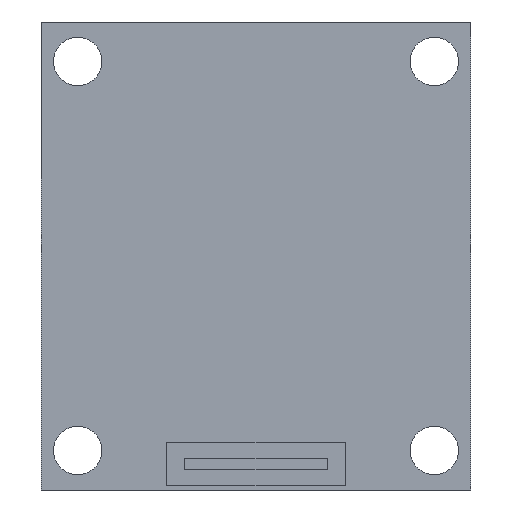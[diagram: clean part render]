
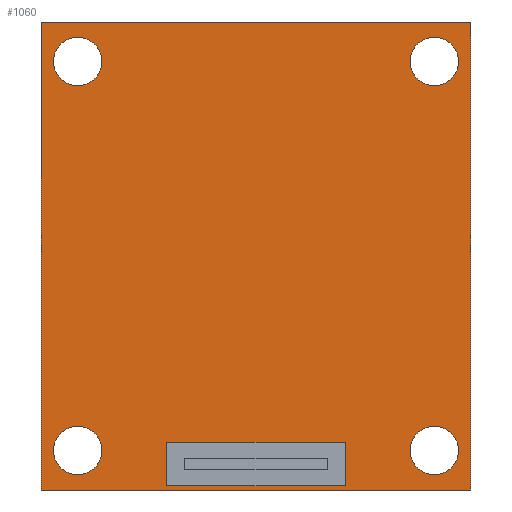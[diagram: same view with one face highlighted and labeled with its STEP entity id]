
A CAD part, front view. The second image highlights one B-rep face of the part: STEP entity #1060.
In plain terms, the highlighted planar face has unit normal (0, -1, 0).
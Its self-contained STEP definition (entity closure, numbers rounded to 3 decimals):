
#20 = ORIENTED_EDGE ( 'NONE', *, *, #1450, .F. ) ;
#35 = ORIENTED_EDGE ( 'NONE', *, *, #1104, .T. ) ;
#43 = VERTEX_POINT ( 'NONE', #1046 ) ;
#55 = CARTESIAN_POINT ( 'NONE',  ( -12.375, 0., -13.5 ) ) ;
#86 = DIRECTION ( 'NONE',  ( 0., 0., 1. ) ) ;
#105 = ORIENTED_EDGE ( 'NONE', *, *, #1218, .F. ) ;
#107 = DIRECTION ( 'NONE',  ( 0., 0., 1. ) ) ;
#111 = CIRCLE ( 'NONE', #758, 1.4 ) ;
#137 = LINE ( 'NONE', #849, #1444 ) ;
#145 = VERTEX_POINT ( 'NONE', #1245 ) ;
#163 = VERTEX_POINT ( 'NONE', #982 ) ;
#176 = CIRCLE ( 'NONE', #762, 1.4 ) ;
#182 = LINE ( 'NONE', #477, #1535 ) ;
#189 = DIRECTION ( 'NONE',  ( -1., 0., 0. ) ) ;
#193 = PLANE ( 'NONE',  #700 ) ;
#194 = DIRECTION ( 'NONE',  ( 0., 0., -1. ) ) ;
#196 = EDGE_CURVE ( 'NONE', #728, #1137, #1328, .T. ) ;
#197 = ORIENTED_EDGE ( 'NONE', *, *, #907, .T. ) ;
#210 = EDGE_CURVE ( 'NONE', #224, #617, #621, .T. ) ;
#223 = VECTOR ( 'NONE', #194, 1000. ) ;
#224 = VERTEX_POINT ( 'NONE', #343 ) ;
#244 = DIRECTION ( 'NONE',  ( 0., 0., 1. ) ) ;
#248 = VERTEX_POINT ( 'NONE', #466 ) ;
#258 = FACE_BOUND ( 'NONE', #1506, .T. ) ;
#275 = ORIENTED_EDGE ( 'NONE', *, *, #744, .F. ) ;
#295 = FACE_BOUND ( 'NONE', #774, .T. ) ;
#296 = VERTEX_POINT ( 'NONE', #852 ) ;
#313 = CARTESIAN_POINT ( 'NONE',  ( 10.288, 0., 11.223 ) ) ;
#339 = CARTESIAN_POINT ( 'NONE',  ( -10.288, 0., -11.223 ) ) ;
#343 = CARTESIAN_POINT ( 'NONE',  ( -10.288, 0., -9.823 ) ) ;
#344 = CARTESIAN_POINT ( 'NONE',  ( -5.15, 0., -13.25 ) ) ;
#356 = CARTESIAN_POINT ( 'NONE',  ( -5.15, 0., -10.75 ) ) ;
#370 = VERTEX_POINT ( 'NONE', #478 ) ;
#373 = CARTESIAN_POINT ( 'NONE',  ( 5.15, 0., -13.25 ) ) ;
#377 = FACE_BOUND ( 'NONE', #1139, .T. ) ;
#380 = CARTESIAN_POINT ( 'NONE',  ( -12.375, 0., 13.5 ) ) ;
#398 = LINE ( 'NONE', #55, #468 ) ;
#399 = CARTESIAN_POINT ( 'NONE',  ( 10.288, 0., 9.823 ) ) ;
#406 = AXIS2_PLACEMENT_3D ( 'NONE', #339, #1429, #1315 ) ;
#416 = EDGE_CURVE ( 'NONE', #296, #652, #432, .T. ) ;
#424 = ORIENTED_EDGE ( 'NONE', *, *, #433, .T. ) ;
#432 = LINE ( 'NONE', #356, #1083 ) ;
#433 = EDGE_CURVE ( 'NONE', #730, #1467, #1244, .T. ) ;
#466 = CARTESIAN_POINT ( 'NONE',  ( 12.375, 0., 13.5 ) ) ;
#468 = VECTOR ( 'NONE', #189, 1000. ) ;
#477 = CARTESIAN_POINT ( 'NONE',  ( -5.15, 0., -13.25 ) ) ;
#478 = CARTESIAN_POINT ( 'NONE',  ( -12.375, 0., -13.5 ) ) ;
#492 = ORIENTED_EDGE ( 'NONE', *, *, #416, .F. ) ;
#503 = DIRECTION ( 'NONE',  ( 0., 0., 1. ) ) ;
#520 = AXIS2_PLACEMENT_3D ( 'NONE', #729, #1589, #244 ) ;
#523 = LINE ( 'NONE', #1358, #1133 ) ;
#528 = VECTOR ( 'NONE', #591, 1000. ) ;
#554 = CIRCLE ( 'NONE', #571, 1.4 ) ;
#571 = AXIS2_PLACEMENT_3D ( 'NONE', #1485, #746, #1602 ) ;
#573 = CIRCLE ( 'NONE', #1239, 1.4 ) ;
#591 = DIRECTION ( 'NONE',  ( 0., 0., -1. ) ) ;
#593 = DIRECTION ( 'NONE',  ( 0., 1., 0. ) ) ;
#599 = DIRECTION ( 'NONE',  ( 0., 0., 1. ) ) ;
#611 = CARTESIAN_POINT ( 'NONE',  ( 0., 0., 0. ) ) ;
#617 = VERTEX_POINT ( 'NONE', #1514 ) ;
#621 = CIRCLE ( 'NONE', #406, 1.4 ) ;
#627 = AXIS2_PLACEMENT_3D ( 'NONE', #313, #786, #1281 ) ;
#652 = VERTEX_POINT ( 'NONE', #900 ) ;
#654 = ORIENTED_EDGE ( 'NONE', *, *, #759, .T. ) ;
#661 = DIRECTION ( 'NONE',  ( 0., 1., 0. ) ) ;
#692 = EDGE_CURVE ( 'NONE', #248, #145, #1203, .T. ) ;
#700 = AXIS2_PLACEMENT_3D ( 'NONE', #611, #725, #86 ) ;
#725 = DIRECTION ( 'NONE',  ( 0., 1., 0. ) ) ;
#728 = VERTEX_POINT ( 'NONE', #1194 ) ;
#729 = CARTESIAN_POINT ( 'NONE',  ( -10.288, 0., 11.223 ) ) ;
#730 = VERTEX_POINT ( 'NONE', #1200 ) ;
#744 = EDGE_CURVE ( 'NONE', #652, #163, #794, .T. ) ;
#746 = DIRECTION ( 'NONE',  ( 0., 1., 0. ) ) ;
#753 = CIRCLE ( 'NONE', #627, 1.4 ) ;
#758 = AXIS2_PLACEMENT_3D ( 'NONE', #1326, #593, #1448 ) ;
#759 = EDGE_CURVE ( 'NONE', #43, #1021, #176, .T. ) ;
#762 = AXIS2_PLACEMENT_3D ( 'NONE', #1207, #1332, #599 ) ;
#774 = EDGE_LOOP ( 'NONE', ( #1078, #197 ) ) ;
#776 = DIRECTION ( 'NONE',  ( 0., 0., 1. ) ) ;
#786 = DIRECTION ( 'NONE',  ( 0., 1., 0. ) ) ;
#794 = LINE ( 'NONE', #344, #528 ) ;
#809 = DIRECTION ( 'NONE',  ( 0., 0., 1. ) ) ;
#821 = VERTEX_POINT ( 'NONE', #380 ) ;
#834 = ORIENTED_EDGE ( 'NONE', *, *, #692, .F. ) ;
#837 = DIRECTION ( 'NONE',  ( -1., 0., 0. ) ) ;
#849 = CARTESIAN_POINT ( 'NONE',  ( -12.375, 0., -13.5 ) ) ;
#851 = EDGE_CURVE ( 'NONE', #1482, #296, #523, .T. ) ;
#852 = CARTESIAN_POINT ( 'NONE',  ( 5.15, 0., -10.75 ) ) ;
#866 = FACE_BOUND ( 'NONE', #962, .T. ) ;
#896 = ORIENTED_EDGE ( 'NONE', *, *, #210, .T. ) ;
#900 = CARTESIAN_POINT ( 'NONE',  ( -5.15, 0., -10.75 ) ) ;
#904 = FACE_BOUND ( 'NONE', #1565, .T. ) ;
#907 = EDGE_CURVE ( 'NONE', #1137, #728, #554, .T. ) ;
#919 = ORIENTED_EDGE ( 'NONE', *, *, #1024, .T. ) ;
#945 = DIRECTION ( 'NONE',  ( 0., 1., 0. ) ) ;
#960 = ORIENTED_EDGE ( 'NONE', *, *, #1395, .F. ) ;
#962 = EDGE_LOOP ( 'NONE', ( #424, #919 ) ) ;
#976 = EDGE_CURVE ( 'NONE', #821, #248, #1148, .T. ) ;
#982 = CARTESIAN_POINT ( 'NONE',  ( -5.15, 0., -13.25 ) ) ;
#1009 = CARTESIAN_POINT ( 'NONE',  ( -12.375, 0., 13.5 ) ) ;
#1021 = VERTEX_POINT ( 'NONE', #399 ) ;
#1022 = EDGE_LOOP ( 'NONE', ( #834, #1297, #20, #105 ) ) ;
#1024 = EDGE_CURVE ( 'NONE', #1467, #730, #573, .T. ) ;
#1046 = CARTESIAN_POINT ( 'NONE',  ( 10.288, 0., 12.623 ) ) ;
#1059 = CARTESIAN_POINT ( 'NONE',  ( 12.375, 0., -13.5 ) ) ;
#1060 = ADVANCED_FACE ( 'NONE', ( #866, #258, #295, #904, #1597, #377 ), #193, .F. ) ;
#1078 = ORIENTED_EDGE ( 'NONE', *, *, #196, .T. ) ;
#1083 = VECTOR ( 'NONE', #837, 1000. ) ;
#1104 = EDGE_CURVE ( 'NONE', #1021, #43, #753, .T. ) ;
#1129 = DIRECTION ( 'NONE',  ( 1., 0., 0. ) ) ;
#1133 = VECTOR ( 'NONE', #503, 1000. ) ;
#1137 = VERTEX_POINT ( 'NONE', #1159 ) ;
#1139 = EDGE_LOOP ( 'NONE', ( #1318, #960, #275, #492 ) ) ;
#1148 = LINE ( 'NONE', #1009, #1480 ) ;
#1159 = CARTESIAN_POINT ( 'NONE',  ( 10.288, 0., -9.823 ) ) ;
#1194 = CARTESIAN_POINT ( 'NONE',  ( 10.288, 0., -12.623 ) ) ;
#1200 = CARTESIAN_POINT ( 'NONE',  ( -10.288, 0., 9.823 ) ) ;
#1203 = LINE ( 'NONE', #1059, #223 ) ;
#1207 = CARTESIAN_POINT ( 'NONE',  ( 10.288, 0., 11.223 ) ) ;
#1208 = DIRECTION ( 'NONE',  ( 1., 0., 0. ) ) ;
#1218 = EDGE_CURVE ( 'NONE', #145, #370, #398, .T. ) ;
#1239 = AXIS2_PLACEMENT_3D ( 'NONE', #1389, #661, #776 ) ;
#1244 = CIRCLE ( 'NONE', #520, 1.4 ) ;
#1245 = CARTESIAN_POINT ( 'NONE',  ( 12.375, 0., -13.5 ) ) ;
#1281 = DIRECTION ( 'NONE',  ( 0., 0., 1. ) ) ;
#1297 = ORIENTED_EDGE ( 'NONE', *, *, #976, .F. ) ;
#1315 = DIRECTION ( 'NONE',  ( 0., 0., 1. ) ) ;
#1318 = ORIENTED_EDGE ( 'NONE', *, *, #851, .F. ) ;
#1326 = CARTESIAN_POINT ( 'NONE',  ( -10.288, 0., -11.223 ) ) ;
#1328 = CIRCLE ( 'NONE', #1410, 1.4 ) ;
#1332 = DIRECTION ( 'NONE',  ( 0., 1., 0. ) ) ;
#1353 = EDGE_CURVE ( 'NONE', #617, #224, #111, .T. ) ;
#1358 = CARTESIAN_POINT ( 'NONE',  ( 5.15, 0., -13.25 ) ) ;
#1389 = CARTESIAN_POINT ( 'NONE',  ( -10.288, 0., 11.223 ) ) ;
#1395 = EDGE_CURVE ( 'NONE', #163, #1482, #182, .T. ) ;
#1410 = AXIS2_PLACEMENT_3D ( 'NONE', #1547, #945, #809 ) ;
#1429 = DIRECTION ( 'NONE',  ( 0., 1., 0. ) ) ;
#1444 = VECTOR ( 'NONE', #107, 1000. ) ;
#1448 = DIRECTION ( 'NONE',  ( 0., 0., 1. ) ) ;
#1450 = EDGE_CURVE ( 'NONE', #370, #821, #137, .T. ) ;
#1467 = VERTEX_POINT ( 'NONE', #1588 ) ;
#1480 = VECTOR ( 'NONE', #1129, 1000. ) ;
#1482 = VERTEX_POINT ( 'NONE', #373 ) ;
#1485 = CARTESIAN_POINT ( 'NONE',  ( 10.288, 0., -11.223 ) ) ;
#1506 = EDGE_LOOP ( 'NONE', ( #35, #654 ) ) ;
#1514 = CARTESIAN_POINT ( 'NONE',  ( -10.288, 0., -12.623 ) ) ;
#1535 = VECTOR ( 'NONE', #1208, 1000. ) ;
#1547 = CARTESIAN_POINT ( 'NONE',  ( 10.288, 0., -11.223 ) ) ;
#1565 = EDGE_LOOP ( 'NONE', ( #1568, #896 ) ) ;
#1568 = ORIENTED_EDGE ( 'NONE', *, *, #1353, .T. ) ;
#1588 = CARTESIAN_POINT ( 'NONE',  ( -10.288, 0., 12.623 ) ) ;
#1589 = DIRECTION ( 'NONE',  ( 0., 1., 0. ) ) ;
#1597 = FACE_OUTER_BOUND ( 'NONE', #1022, .T. ) ;
#1602 = DIRECTION ( 'NONE',  ( 0., 0., 1. ) ) ;
